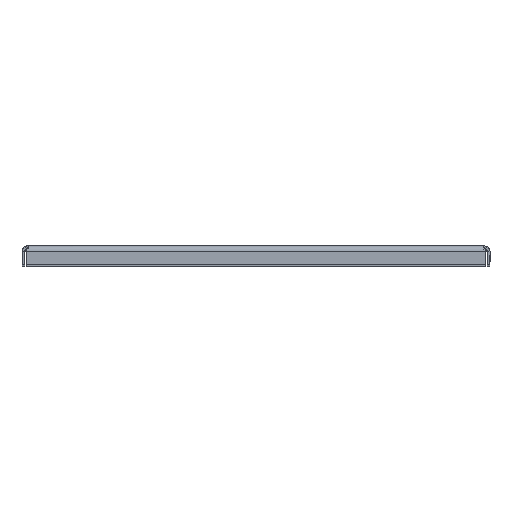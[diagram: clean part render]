
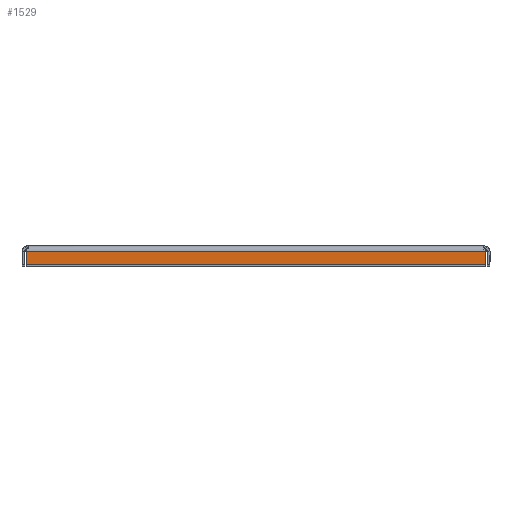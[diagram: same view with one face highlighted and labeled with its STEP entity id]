
A CAD part, top view. The second image highlights one B-rep face of the part: STEP entity #1529.
In plain terms, the highlighted planar face has unit normal (0, 0, 1).
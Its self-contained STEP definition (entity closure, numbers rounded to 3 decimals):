
#90 = LINE ( 'NONE', #3099, #3091 ) ;
#181 = CARTESIAN_POINT ( 'NONE',  ( -121.346, 0.846, 200. ) ) ;
#451 = CARTESIAN_POINT ( 'NONE',  ( -121.346, -3., 200. ) ) ;
#732 = DIRECTION ( 'NONE',  ( -1., 0., 0. ) ) ;
#1105 = ORIENTED_EDGE ( 'NONE', *, *, #2360, .F. ) ;
#1140 = VECTOR ( 'NONE', #2721, 1000. ) ;
#1242 = CARTESIAN_POINT ( 'NONE',  ( 121.346, -3., 200. ) ) ;
#1270 = ORIENTED_EDGE ( 'NONE', *, *, #3696, .F. ) ;
#1306 = CARTESIAN_POINT ( 'NONE',  ( -121.346, -10., 200. ) ) ;
#1491 = CARTESIAN_POINT ( 'NONE',  ( 121.346, -10., 200. ) ) ;
#1502 = VECTOR ( 'NONE', #2243, 1000. ) ;
#1510 = AXIS2_PLACEMENT_3D ( 'NONE', #2321, #3526, #2697 ) ;
#1529 = ADVANCED_FACE ( 'NONE', ( #1797 ), #2993, .T. ) ;
#1544 = EDGE_CURVE ( 'NONE', #1858, #3359, #3622, .T. ) ;
#1797 = FACE_OUTER_BOUND ( 'NONE', #3187, .T. ) ;
#1858 = VERTEX_POINT ( 'NONE', #1491 ) ;
#1959 = ORIENTED_EDGE ( 'NONE', *, *, #2092, .T. ) ;
#2092 = EDGE_CURVE ( 'NONE', #2698, #2291, #3480, .T. ) ;
#2243 = DIRECTION ( 'NONE',  ( 0., 1., 0. ) ) ;
#2291 = VERTEX_POINT ( 'NONE', #451 ) ;
#2321 = CARTESIAN_POINT ( 'NONE',  ( 0., 197.193, 200. ) ) ;
#2360 = EDGE_CURVE ( 'NONE', #3359, #2291, #3750, .T. ) ;
#2422 = ORIENTED_EDGE ( 'NONE', *, *, #1544, .F. ) ;
#2509 = VECTOR ( 'NONE', #732, 1000. ) ;
#2697 = DIRECTION ( 'NONE',  ( 0., -1., 0. ) ) ;
#2698 = VERTEX_POINT ( 'NONE', #1242 ) ;
#2721 = DIRECTION ( 'NONE',  ( -1., 0., 0. ) ) ;
#2782 = DIRECTION ( 'NONE',  ( 0., -1., 0. ) ) ;
#2827 = CARTESIAN_POINT ( 'NONE',  ( 0., -3., 200. ) ) ;
#2993 = PLANE ( 'NONE',  #1510 ) ;
#3091 = VECTOR ( 'NONE', #2782, 1000. ) ;
#3099 = CARTESIAN_POINT ( 'NONE',  ( 121.346, 0.846, 200. ) ) ;
#3111 = CARTESIAN_POINT ( 'NONE',  ( -121.346, -10., 200. ) ) ;
#3187 = EDGE_LOOP ( 'NONE', ( #1270, #1959, #1105, #2422 ) ) ;
#3359 = VERTEX_POINT ( 'NONE', #1306 ) ;
#3480 = LINE ( 'NONE', #2827, #2509 ) ;
#3526 = DIRECTION ( 'NONE',  ( 0., 0., 1. ) ) ;
#3622 = LINE ( 'NONE', #3111, #1140 ) ;
#3696 = EDGE_CURVE ( 'NONE', #2698, #1858, #90, .T. ) ;
#3750 = LINE ( 'NONE', #181, #1502 ) ;
